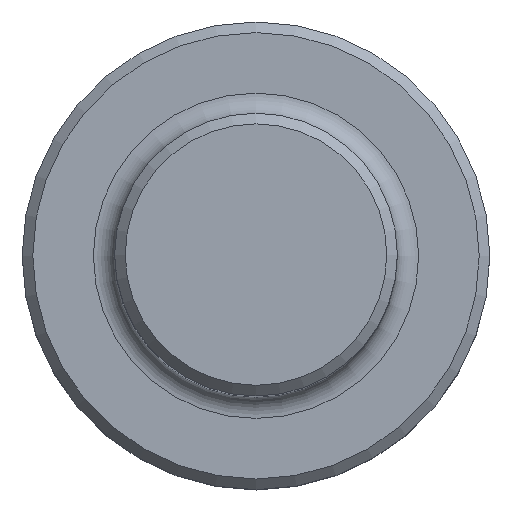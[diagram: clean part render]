
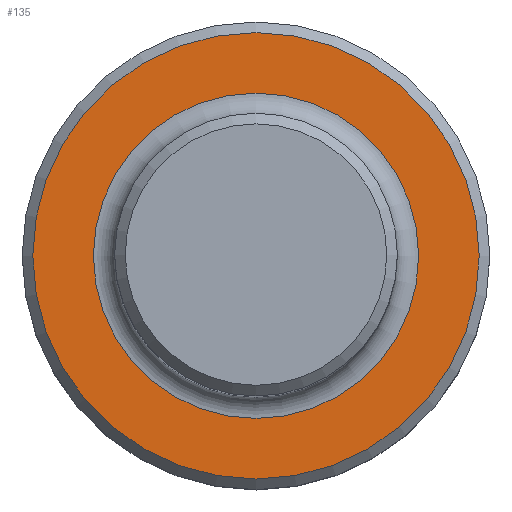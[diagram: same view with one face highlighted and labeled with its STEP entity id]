
A CAD part, top view. The second image highlights one B-rep face of the part: STEP entity #135.
In plain terms, the highlighted planar face has unit normal (0, 0, 1).
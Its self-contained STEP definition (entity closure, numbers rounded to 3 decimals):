
#16=FACE_BOUND('',#39,.T.);
#19=PLANE('',#168);
#29=FACE_OUTER_BOUND('',#38,.T.);
#38=EDGE_LOOP('',(#119));
#39=EDGE_LOOP('',(#120));
#60=CIRCLE('',#167,10.5);
#61=CIRCLE('',#169,7.65);
#72=VERTEX_POINT('',#251);
#73=VERTEX_POINT('',#255);
#87=EDGE_CURVE('',#72,#72,#60,.T.);
#89=EDGE_CURVE('',#73,#73,#61,.T.);
#119=ORIENTED_EDGE('',*,*,#87,.F.);
#120=ORIENTED_EDGE('',*,*,#89,.F.);
#135=ADVANCED_FACE('',(#29,#16),#19,.T.);
#167=AXIS2_PLACEMENT_3D('',#252,#210,#211);
#168=AXIS2_PLACEMENT_3D('',#254,#213,#214);
#169=AXIS2_PLACEMENT_3D('',#256,#215,#216);
#210=DIRECTION('center_axis',(0.,0.,-1.));
#211=DIRECTION('ref_axis',(-1.,0.,0.));
#213=DIRECTION('center_axis',(0.,0.,1.));
#214=DIRECTION('ref_axis',(1.,0.,0.));
#215=DIRECTION('center_axis',(0.,0.,1.));
#216=DIRECTION('ref_axis',(-1.,0.,0.));
#251=CARTESIAN_POINT('',(10.5,0.,10.));
#252=CARTESIAN_POINT('Origin',(0.,0.,10.));
#254=CARTESIAN_POINT('Origin',(6.65,0.,10.));
#255=CARTESIAN_POINT('',(-7.65,0.,10.));
#256=CARTESIAN_POINT('Origin',(0.,0.,10.));
